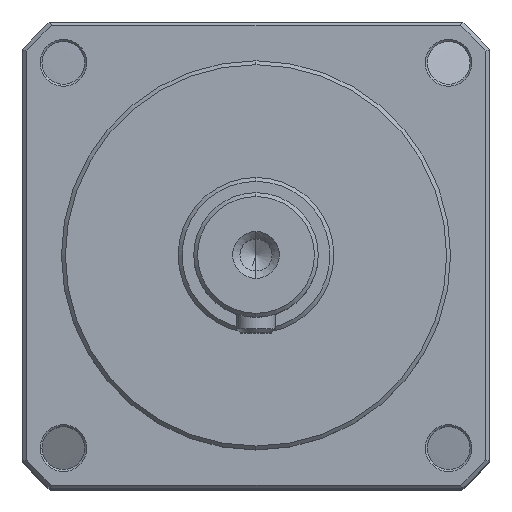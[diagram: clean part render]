
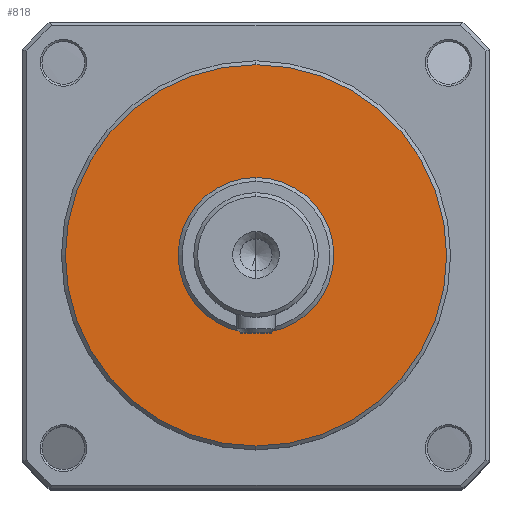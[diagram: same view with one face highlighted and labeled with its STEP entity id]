
A CAD part, top view. The second image highlights one B-rep face of the part: STEP entity #818.
In plain terms, the highlighted planar face has unit normal (0, 0, 1).
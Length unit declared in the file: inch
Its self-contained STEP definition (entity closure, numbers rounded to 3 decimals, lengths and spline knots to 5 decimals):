
#112 = DIRECTION ( 'NONE',  ( 0., -1., 0. ) ) ;
#135 = DIRECTION ( 'NONE',  ( 0., 0., 1. ) ) ;
#237 = ORIENTED_EDGE ( 'NONE', *, *, #6462, .F. ) ;
#818 = ADVANCED_FACE ( 'NONE', ( #824, #6011 ), #5464, .T. ) ;
#824 = FACE_BOUND ( 'NONE', #8222, .T. ) ;
#856 = CIRCLE ( 'NONE', #8337, 0.96457 ) ;
#2024 = EDGE_CURVE ( 'NONE', #2215, #5901, #3127, .T. ) ;
#2215 = VERTEX_POINT ( 'NONE', #7883 ) ;
#2750 = AXIS2_PLACEMENT_3D ( 'NONE', #4315, #8364, #8338 ) ;
#2899 = CARTESIAN_POINT ( 'NONE',  ( -0.05203, 0.92948, 0.97441 ) ) ;
#2970 = EDGE_CURVE ( 'NONE', #5901, #2215, #3204, .T. ) ;
#3127 = CIRCLE ( 'NONE', #3337, 0.3937 ) ;
#3204 = CIRCLE ( 'NONE', #4764, 0.3937 ) ;
#3337 = AXIS2_PLACEMENT_3D ( 'NONE', #6179, #6778, #3440 ) ;
#3431 = DIRECTION ( 'NONE',  ( 0., 0., -1. ) ) ;
#3440 = DIRECTION ( 'NONE',  ( 0., -1., 0. ) ) ;
#3491 = CARTESIAN_POINT ( 'NONE',  ( -0.05203, -0.03509, 0.97441 ) ) ;
#3693 = CARTESIAN_POINT ( 'NONE',  ( -0.05203, -0.99965, 0.97441 ) ) ;
#4315 = CARTESIAN_POINT ( 'NONE',  ( -0.05203, -0.03509, 0.97441 ) ) ;
#4620 = ORIENTED_EDGE ( 'NONE', *, *, #2024, .T. ) ;
#4764 = AXIS2_PLACEMENT_3D ( 'NONE', #3491, #3431, #112 ) ;
#4923 = DIRECTION ( 'NONE',  ( 0., -1., 0. ) ) ;
#5464 = PLANE ( 'NONE',  #6601 ) ;
#5677 = CIRCLE ( 'NONE', #2750, 0.96457 ) ;
#5901 = VERTEX_POINT ( 'NONE', #7136 ) ;
#5963 = EDGE_LOOP ( 'NONE', ( #237, #7990 ) ) ;
#6011 = FACE_OUTER_BOUND ( 'NONE', #5963, .T. ) ;
#6100 = DIRECTION ( 'NONE',  ( 0., 1., 0. ) ) ;
#6179 = CARTESIAN_POINT ( 'NONE',  ( -0.05203, -0.03509, 0.97441 ) ) ;
#6462 = EDGE_CURVE ( 'NONE', #8123, #6996, #856, .T. ) ;
#6601 = AXIS2_PLACEMENT_3D ( 'NONE', #7417, #135, #6100 ) ;
#6666 = CARTESIAN_POINT ( 'NONE',  ( -0.05203, -0.03509, 0.97441 ) ) ;
#6778 = DIRECTION ( 'NONE',  ( 0., 0., -1. ) ) ;
#6996 = VERTEX_POINT ( 'NONE', #2899 ) ;
#7136 = CARTESIAN_POINT ( 'NONE',  ( -0.05203, -0.42879, 0.97441 ) ) ;
#7324 = DIRECTION ( 'NONE',  ( 0., 0., -1. ) ) ;
#7417 = CARTESIAN_POINT ( 'NONE',  ( -0.05203, -0.42879, 0.97441 ) ) ;
#7883 = CARTESIAN_POINT ( 'NONE',  ( -0.05203, 0.35861, 0.97441 ) ) ;
#7990 = ORIENTED_EDGE ( 'NONE', *, *, #8161, .F. ) ;
#8123 = VERTEX_POINT ( 'NONE', #3693 ) ;
#8159 = ORIENTED_EDGE ( 'NONE', *, *, #2970, .T. ) ;
#8161 = EDGE_CURVE ( 'NONE', #6996, #8123, #5677, .T. ) ;
#8222 = EDGE_LOOP ( 'NONE', ( #8159, #4620 ) ) ;
#8337 = AXIS2_PLACEMENT_3D ( 'NONE', #6666, #7324, #4923 ) ;
#8338 = DIRECTION ( 'NONE',  ( 0., -1., 0. ) ) ;
#8364 = DIRECTION ( 'NONE',  ( 0., 0., -1. ) ) ;
